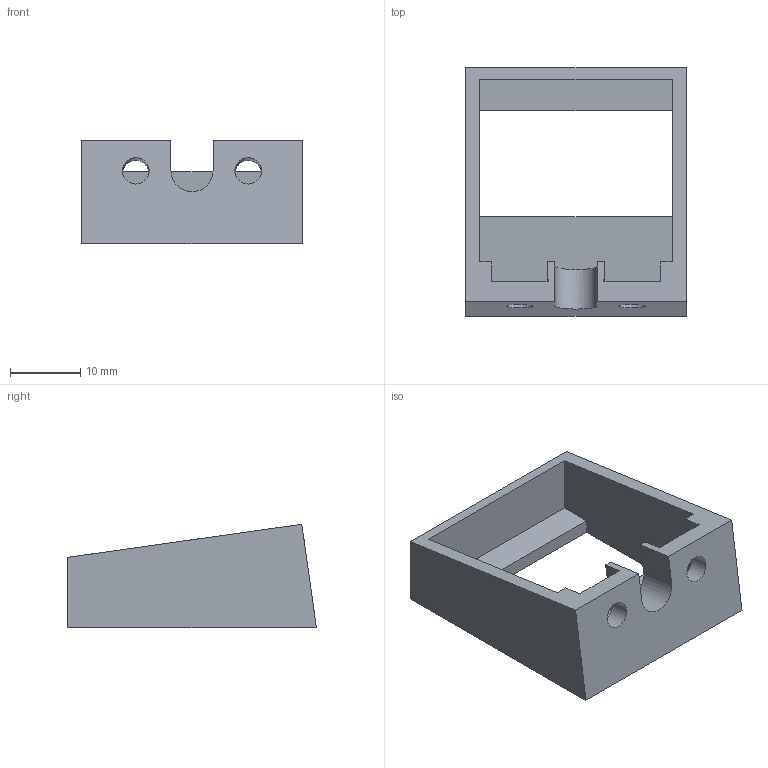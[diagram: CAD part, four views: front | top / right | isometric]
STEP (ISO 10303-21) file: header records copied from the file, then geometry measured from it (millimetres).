
FILE_DESCRIPTION(/* description */ (''),/* implementation_level */ '2;1');
FILE_NAME(/* name */ 'OLEDScreenCase.stp',/* time_stamp */ '2016-05-28T06:59:40-05:00',/* author */ ('HAL9000'),/* organization */ (''),/* preprocessor_version */ 'ST-DEVELOPER v15.6',/* originating_system */ 'Autodesk Inventor 2015',/* authorisation */ '');
FILE_SCHEMA (('AUTOMOTIVE_DESIGN { 1 0 10303 214 3 1 1 }'));
Length unit declared in the file: millimetre
Products named in the file (1): Muv7_screen_case
Bounding box: 31.4 x 35.4 x 14.71 mm (x, y, z)
Volume: 4273.3 mm3; surface area: 4440.8 mm2
Topology: 1 solids, 1 shells, 28 faces, 110 edges, 109 vertices
Faces by surface type: plane 25, cylinder 3
Full cylindrical faces by diameter (mm): 3.797 x2
Entity records: 1159 total; most frequent: CARTESIAN_POINT 240, DIRECTION 173, ORIENTED_EDGE 156, LINE 97, VECTOR 97, EDGE_CURVE 78, VERTEX_POINT 53, AXIS2_PLACEMENT_3D 38
